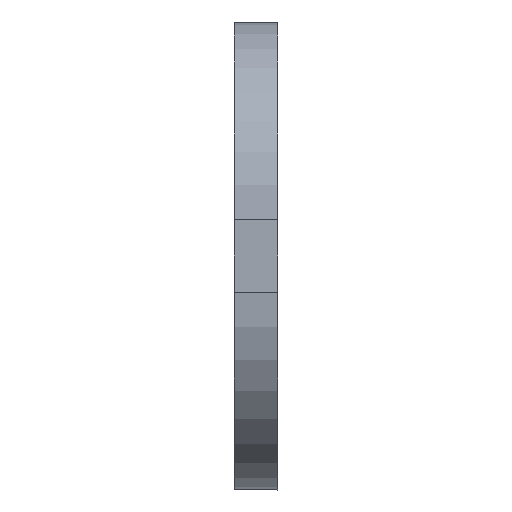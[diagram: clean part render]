
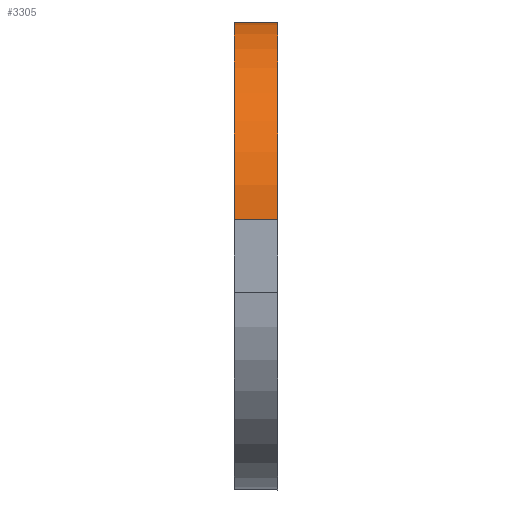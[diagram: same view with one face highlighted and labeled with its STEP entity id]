
A CAD part, left-side view. The second image highlights one B-rep face of the part: STEP entity #3305.
In plain terms, the highlighted cylindrical face has radius 6.763 mm (diameter 13.525 mm), a partial arc.
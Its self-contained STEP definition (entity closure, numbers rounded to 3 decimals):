
#314=FACE_OUTER_BOUND('',#509,.T.);
#509=EDGE_LOOP('',(#2888,#2889,#2890,#2891));
#848=LINE('',#5563,#1152);
#849=LINE('',#5567,#1153);
#1152=VECTOR('',#4606,10.);
#1153=VECTOR('',#4611,10.);
#1321=CIRCLE('',#3649,6.763);
#1325=CIRCLE('',#3656,6.763);
#1634=VERTEX_POINT('',#5545);
#1635=VERTEX_POINT('',#5547);
#1640=VERTEX_POINT('',#5561);
#1641=VERTEX_POINT('',#5565);
#2101=EDGE_CURVE('',#1635,#1634,#1321,.T.);
#2109=EDGE_CURVE('',#1634,#1640,#848,.T.);
#2110=EDGE_CURVE('',#1640,#1641,#1325,.T.);
#2111=EDGE_CURVE('',#1641,#1635,#849,.T.);
#2888=ORIENTED_EDGE('',*,*,#2101,.T.);
#2889=ORIENTED_EDGE('',*,*,#2109,.T.);
#2890=ORIENTED_EDGE('',*,*,#2110,.T.);
#2891=ORIENTED_EDGE('',*,*,#2111,.T.);
#3148=CYLINDRICAL_SURFACE('',#3655,6.763);
#3305=ADVANCED_FACE('',(#314),#3148,.T.);
#3649=AXIS2_PLACEMENT_3D('',#5548,#4590,#4591);
#3655=AXIS2_PLACEMENT_3D('',#5564,#4607,#4608);
#3656=AXIS2_PLACEMENT_3D('',#5566,#4609,#4610);
#4590=DIRECTION('center_axis',(0.,1.,0.));
#4591=DIRECTION('ref_axis',(-0.707,0.,0.707));
#4606=DIRECTION('',(0.,1.,0.));
#4607=DIRECTION('center_axis',(0.,-1.,0.));
#4608=DIRECTION('ref_axis',(-0.707,0.,0.707));
#4609=DIRECTION('center_axis',(0.,-1.,0.));
#4610=DIRECTION('ref_axis',(-0.707,0.,0.707));
#4611=DIRECTION('',(0.,-1.,0.));
#5545=CARTESIAN_POINT('',(-137.238,0.,8.));
#5547=CARTESIAN_POINT('',(-144.,0.,1.238));
#5548=CARTESIAN_POINT('Origin',(-137.238,0.,1.238));
#5561=CARTESIAN_POINT('',(-137.238,1.5,8.));
#5563=CARTESIAN_POINT('',(-137.238,3.2,8.));
#5564=CARTESIAN_POINT('Origin',(-137.238,3.2,1.238));
#5565=CARTESIAN_POINT('',(-144.,1.5,1.238));
#5566=CARTESIAN_POINT('Origin',(-137.238,1.5,1.238));
#5567=CARTESIAN_POINT('',(-144.,3.2,1.238));
